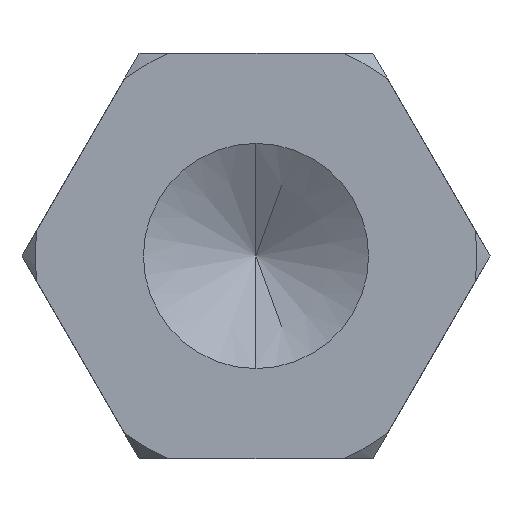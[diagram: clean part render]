
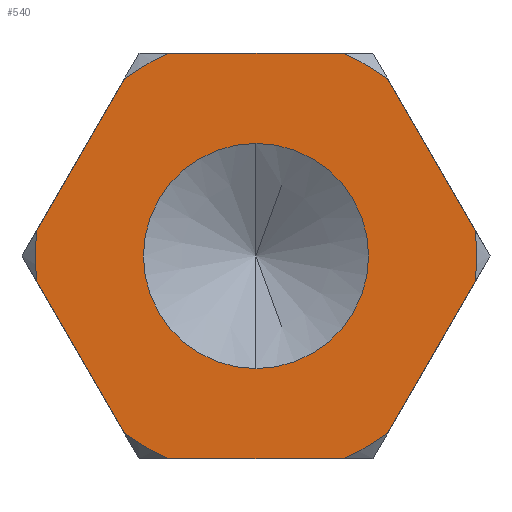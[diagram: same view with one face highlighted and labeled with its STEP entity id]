
A CAD part, left-side view. The second image highlights one B-rep face of the part: STEP entity #540.
In plain terms, the highlighted planar face has unit normal (-1, 0, 0).
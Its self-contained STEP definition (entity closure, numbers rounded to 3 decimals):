
#12 = VERTEX_POINT ( 'NONE', #743 ) ;
#18 = CARTESIAN_POINT ( 'NONE',  ( 0., 0., 0. ) ) ;
#20 = EDGE_CURVE ( 'NONE', #392, #130, #61, .T. ) ;
#21 = CARTESIAN_POINT ( 'NONE',  ( 0., 1.949, 1.125 ) ) ;
#24 = CARTESIAN_POINT ( 'NONE',  ( 0., 0., 0. ) ) ;
#45 = DIRECTION ( 'NONE',  ( 0., 0.5, -0.866 ) ) ;
#55 = EDGE_LOOP ( 'NONE', ( #157, #67, #107, #594, #361, #369, #127, #314, #533, #293, #195, #717 ) ) ;
#61 = LINE ( 'NONE', #423, #296 ) ;
#65 = ORIENTED_EDGE ( 'NONE', *, *, #299, .F. ) ;
#67 = ORIENTED_EDGE ( 'NONE', *, *, #124, .T. ) ;
#73 = DIRECTION ( 'NONE',  ( -1., 0., 0. ) ) ;
#79 = DIRECTION ( 'NONE',  ( 0., 0., 1. ) ) ;
#83 = LINE ( 'NONE', #21, #218 ) ;
#92 = VERTEX_POINT ( 'NONE', #497 ) ;
#107 = ORIENTED_EDGE ( 'NONE', *, *, #282, .T. ) ;
#110 = AXIS2_PLACEMENT_3D ( 'NONE', #24, #755, #79 ) ;
#112 = DIRECTION ( 'NONE',  ( 0., 0., 1. ) ) ;
#118 = VERTEX_POINT ( 'NONE', #697 ) ;
#124 = EDGE_CURVE ( 'NONE', #92, #188, #551, .T. ) ;
#127 = ORIENTED_EDGE ( 'NONE', *, *, #544, .F. ) ;
#129 = CARTESIAN_POINT ( 'NONE',  ( 0., -1.464, 1.965 ) ) ;
#130 = VERTEX_POINT ( 'NONE', #504 ) ;
#137 = CIRCLE ( 'NONE', #470, 2.45 ) ;
#143 = CARTESIAN_POINT ( 'NONE',  ( 0., -1.949, 1.125 ) ) ;
#144 = CARTESIAN_POINT ( 'NONE',  ( 0., 0., 2.25 ) ) ;
#145 = CARTESIAN_POINT ( 'NONE',  ( 0., -2.433, -0.285 ) ) ;
#157 = ORIENTED_EDGE ( 'NONE', *, *, #354, .F. ) ;
#168 = CARTESIAN_POINT ( 'NONE',  ( 0., 0., 0. ) ) ;
#188 = VERTEX_POINT ( 'NONE', #229 ) ;
#195 = ORIENTED_EDGE ( 'NONE', *, *, #608, .T. ) ;
#201 = AXIS2_PLACEMENT_3D ( 'NONE', #18, #581, #457 ) ;
#214 = CARTESIAN_POINT ( 'NONE',  ( 0., 1.464, -1.965 ) ) ;
#218 = VECTOR ( 'NONE', #695, 1000. ) ;
#223 = EDGE_LOOP ( 'NONE', ( #785, #65 ) ) ;
#224 = DIRECTION ( 'NONE',  ( 0., 0., 1. ) ) ;
#225 = CARTESIAN_POINT ( 'NONE',  ( 0., 1.949, -1.125 ) ) ;
#229 = CARTESIAN_POINT ( 'NONE',  ( 0., 2.433, -0.285 ) ) ;
#232 = CIRCLE ( 'NONE', #748, 2.45 ) ;
#233 = CARTESIAN_POINT ( 'NONE',  ( 0., 0., 0. ) ) ;
#235 = CIRCLE ( 'NONE', #110, 1.25 ) ;
#236 = AXIS2_PLACEMENT_3D ( 'NONE', #500, #513, #749 ) ;
#241 = CARTESIAN_POINT ( 'NONE',  ( 0., 0.97, 2.25 ) ) ;
#253 = DIRECTION ( 'NONE',  ( 0., 0., 1. ) ) ;
#282 = EDGE_CURVE ( 'NONE', #188, #285, #519, .T. ) ;
#285 = VERTEX_POINT ( 'NONE', #214 ) ;
#292 = DIRECTION ( 'NONE',  ( -1., 0., 0. ) ) ;
#293 = ORIENTED_EDGE ( 'NONE', *, *, #549, .T. ) ;
#296 = VECTOR ( 'NONE', #489, 1000. ) ;
#299 = EDGE_CURVE ( 'NONE', #384, #351, #235, .T. ) ;
#311 = DIRECTION ( 'NONE',  ( -1., 0., 0. ) ) ;
#313 = FACE_OUTER_BOUND ( 'NONE', #55, .T. ) ;
#314 = ORIENTED_EDGE ( 'NONE', *, *, #702, .T. ) ;
#323 = CIRCLE ( 'NONE', #778, 2.45 ) ;
#333 = CIRCLE ( 'NONE', #201, 2.45 ) ;
#343 = VERTEX_POINT ( 'NONE', #145 ) ;
#351 = VERTEX_POINT ( 'NONE', #704 ) ;
#354 = EDGE_CURVE ( 'NONE', #92, #118, #83, .T. ) ;
#361 = ORIENTED_EDGE ( 'NONE', *, *, #20, .T. ) ;
#367 = EDGE_CURVE ( 'NONE', #620, #12, #499, .T. ) ;
#369 = ORIENTED_EDGE ( 'NONE', *, *, #784, .T. ) ;
#384 = VERTEX_POINT ( 'NONE', #727 ) ;
#391 = CIRCLE ( 'NONE', #619, 2.45 ) ;
#392 = VERTEX_POINT ( 'NONE', #411 ) ;
#406 = VECTOR ( 'NONE', #454, 1000. ) ;
#407 = DIRECTION ( 'NONE',  ( -1., 0., 0. ) ) ;
#411 = CARTESIAN_POINT ( 'NONE',  ( 0., 0.97, -2.25 ) ) ;
#423 = CARTESIAN_POINT ( 'NONE',  ( 0., 0., -2.25 ) ) ;
#435 = CIRCLE ( 'NONE', #236, 1.25 ) ;
#454 = DIRECTION ( 'NONE',  ( 0., 1., 0. ) ) ;
#457 = DIRECTION ( 'NONE',  ( 0., 0., 1. ) ) ;
#462 = DIRECTION ( 'NONE',  ( -1., 0., 0. ) ) ;
#466 = DIRECTION ( 'NONE',  ( 0., 0., 1. ) ) ;
#470 = AXIS2_PLACEMENT_3D ( 'NONE', #233, #292, #466 ) ;
#489 = DIRECTION ( 'NONE',  ( 0., -1., 0. ) ) ;
#491 = CARTESIAN_POINT ( 'NONE',  ( 0., 0., 0. ) ) ;
#497 = CARTESIAN_POINT ( 'NONE',  ( 0., 2.433, 0.285 ) ) ;
#499 = LINE ( 'NONE', #143, #579 ) ;
#500 = CARTESIAN_POINT ( 'NONE',  ( 0., 0., 0. ) ) ;
#504 = CARTESIAN_POINT ( 'NONE',  ( 0., -0.97, -2.25 ) ) ;
#513 = DIRECTION ( 'NONE',  ( -1., 0., 0. ) ) ;
#518 = CARTESIAN_POINT ( 'NONE',  ( 0., 0., 0. ) ) ;
#519 = LINE ( 'NONE', #225, #788 ) ;
#532 = AXIS2_PLACEMENT_3D ( 'NONE', #491, #556, #112 ) ;
#533 = ORIENTED_EDGE ( 'NONE', *, *, #367, .F. ) ;
#540 = ADVANCED_FACE ( 'NONE', ( #738, #313 ), #606, .T. ) ;
#544 = EDGE_CURVE ( 'NONE', #343, #557, #618, .T. ) ;
#549 = EDGE_CURVE ( 'NONE', #620, #644, #323, .T. ) ;
#551 = CIRCLE ( 'NONE', #659, 2.45 ) ;
#554 = VERTEX_POINT ( 'NONE', #241 ) ;
#556 = DIRECTION ( 'NONE',  ( -1., 0., 0. ) ) ;
#557 = VERTEX_POINT ( 'NONE', #745 ) ;
#568 = VECTOR ( 'NONE', #45, 1000. ) ;
#570 = DIRECTION ( 'NONE',  ( 0., 0., 1. ) ) ;
#576 = CARTESIAN_POINT ( 'NONE',  ( 0., -0.97, 2.25 ) ) ;
#579 = VECTOR ( 'NONE', #580, 1000. ) ;
#580 = DIRECTION ( 'NONE',  ( 0., -0.5, -0.866 ) ) ;
#581 = DIRECTION ( 'NONE',  ( -1., 0., 0. ) ) ;
#594 = ORIENTED_EDGE ( 'NONE', *, *, #752, .T. ) ;
#606 = PLANE ( 'NONE',  #532 ) ;
#608 = EDGE_CURVE ( 'NONE', #644, #554, #696, .T. ) ;
#618 = LINE ( 'NONE', #674, #568 ) ;
#619 = AXIS2_PLACEMENT_3D ( 'NONE', #168, #407, #224 ) ;
#620 = VERTEX_POINT ( 'NONE', #129 ) ;
#624 = EDGE_CURVE ( 'NONE', #351, #384, #435, .T. ) ;
#635 = CARTESIAN_POINT ( 'NONE',  ( 0., 0., 0. ) ) ;
#644 = VERTEX_POINT ( 'NONE', #576 ) ;
#649 = DIRECTION ( 'NONE',  ( 0., 0., 1. ) ) ;
#659 = AXIS2_PLACEMENT_3D ( 'NONE', #635, #73, #570 ) ;
#674 = CARTESIAN_POINT ( 'NONE',  ( 0., -1.949, -1.125 ) ) ;
#695 = DIRECTION ( 'NONE',  ( 0., -0.5, 0.866 ) ) ;
#696 = LINE ( 'NONE', #144, #406 ) ;
#697 = CARTESIAN_POINT ( 'NONE',  ( 0., 1.464, 1.965 ) ) ;
#702 = EDGE_CURVE ( 'NONE', #343, #12, #333, .T. ) ;
#704 = CARTESIAN_POINT ( 'NONE',  ( 0., 0., 1.25 ) ) ;
#717 = ORIENTED_EDGE ( 'NONE', *, *, #779, .T. ) ;
#727 = CARTESIAN_POINT ( 'NONE',  ( 0., 0., -1.25 ) ) ;
#738 = FACE_BOUND ( 'NONE', #223, .T. ) ;
#743 = CARTESIAN_POINT ( 'NONE',  ( 0., -2.433, 0.285 ) ) ;
#745 = CARTESIAN_POINT ( 'NONE',  ( 0., -1.464, -1.965 ) ) ;
#748 = AXIS2_PLACEMENT_3D ( 'NONE', #518, #462, #649 ) ;
#749 = DIRECTION ( 'NONE',  ( 0., 0., 1. ) ) ;
#752 = EDGE_CURVE ( 'NONE', #285, #392, #391, .T. ) ;
#755 = DIRECTION ( 'NONE',  ( -1., 0., 0. ) ) ;
#772 = DIRECTION ( 'NONE',  ( 0., -0.5, -0.866 ) ) ;
#778 = AXIS2_PLACEMENT_3D ( 'NONE', #803, #311, #253 ) ;
#779 = EDGE_CURVE ( 'NONE', #554, #118, #137, .T. ) ;
#784 = EDGE_CURVE ( 'NONE', #130, #557, #232, .T. ) ;
#785 = ORIENTED_EDGE ( 'NONE', *, *, #624, .F. ) ;
#788 = VECTOR ( 'NONE', #772, 1000. ) ;
#803 = CARTESIAN_POINT ( 'NONE',  ( 0., 0., 0. ) ) ;
